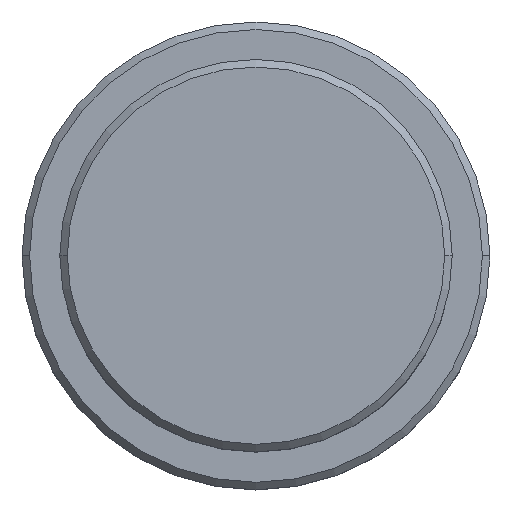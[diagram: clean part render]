
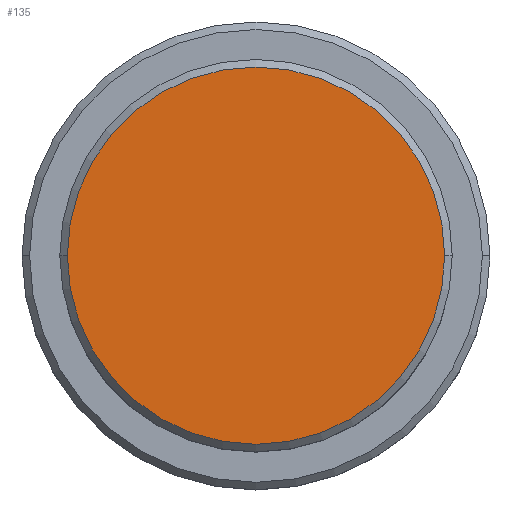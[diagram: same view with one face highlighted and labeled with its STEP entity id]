
A CAD part, top view. The second image highlights one B-rep face of the part: STEP entity #135.
In plain terms, the highlighted planar face has unit normal (0, 0, 1).
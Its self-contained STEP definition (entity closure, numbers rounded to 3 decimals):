
#82 = DIRECTION ( 'NONE',  ( 0., 0., 1. ) ) ;
#94 = VERTEX_POINT ( 'NONE', #1110 ) ;
#135 = ADVANCED_FACE ( 'NONE', ( #623 ), #298, .T. ) ;
#232 = ORIENTED_EDGE ( 'NONE', *, *, #387, .T. ) ;
#280 = AXIS2_PLACEMENT_3D ( 'NONE', #452, #1317, #1301 ) ;
#298 = PLANE ( 'NONE',  #802 ) ;
#387 = EDGE_CURVE ( 'NONE', #1281, #94, #533, .T. ) ;
#452 = CARTESIAN_POINT ( 'NONE',  ( 0., 0., 0. ) ) ;
#533 = CIRCLE ( 'NONE', #280, 12.5 ) ;
#623 = FACE_OUTER_BOUND ( 'NONE', #830, .T. ) ;
#656 = CIRCLE ( 'NONE', #1094, 12.5 ) ;
#802 = AXIS2_PLACEMENT_3D ( 'NONE', #932, #82, #1073 ) ;
#806 = EDGE_CURVE ( 'NONE', #94, #1281, #656, .T. ) ;
#830 = EDGE_LOOP ( 'NONE', ( #1265, #232 ) ) ;
#840 = CARTESIAN_POINT ( 'NONE',  ( 0., 0., 0. ) ) ;
#889 = CARTESIAN_POINT ( 'NONE',  ( 12.5, 0., 0. ) ) ;
#932 = CARTESIAN_POINT ( 'NONE',  ( 0., 0., 0. ) ) ;
#1073 = DIRECTION ( 'NONE',  ( 1., 0., 0. ) ) ;
#1094 = AXIS2_PLACEMENT_3D ( 'NONE', #840, #1294, #1204 ) ;
#1110 = CARTESIAN_POINT ( 'NONE',  ( -12.5, 0., 0. ) ) ;
#1204 = DIRECTION ( 'NONE',  ( 1., 0., 0. ) ) ;
#1265 = ORIENTED_EDGE ( 'NONE', *, *, #806, .T. ) ;
#1281 = VERTEX_POINT ( 'NONE', #889 ) ;
#1294 = DIRECTION ( 'NONE',  ( 0., 0., 1. ) ) ;
#1301 = DIRECTION ( 'NONE',  ( 1., 0., 0. ) ) ;
#1317 = DIRECTION ( 'NONE',  ( 0., 0., 1. ) ) ;
